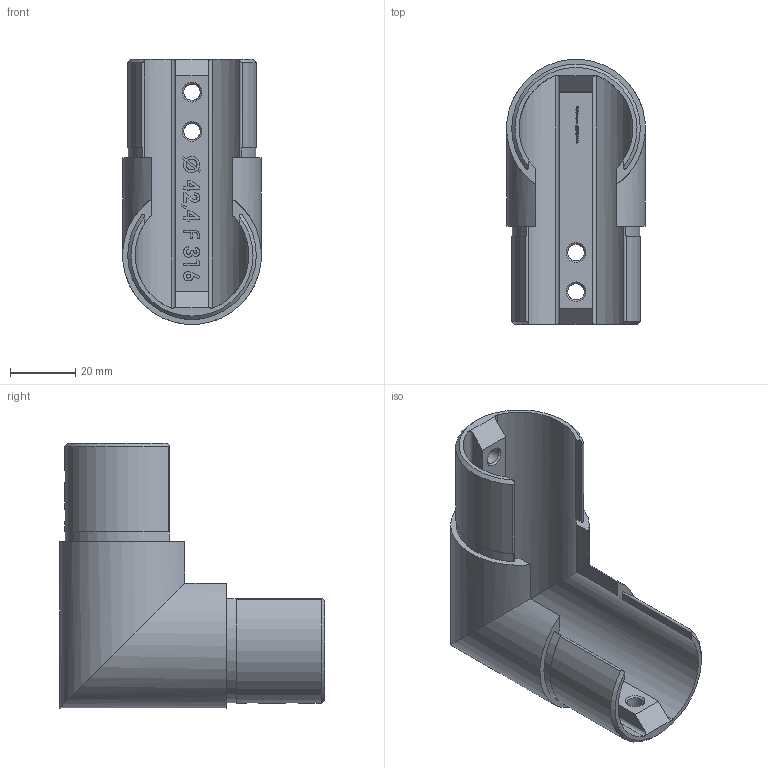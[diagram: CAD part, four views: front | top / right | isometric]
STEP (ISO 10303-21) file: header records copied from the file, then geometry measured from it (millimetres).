
FILE_DESCRIPTION (( 'STEP AP203' ), '1' );
FILE_NAME ('60320-V4A.step', '2019-10-22T07:51:42', ( '' ), ( '' ), 'SwSTEP 2.0', 'SolidWorks 2015', '' );
FILE_SCHEMA (( 'CONFIG_CONTROL_DESIGN' ));
Length unit declared in the file: millimetre
Products named in the file (2): 60320-V4A
Bounding box: 42.28 x 81 x 81 mm (x, y, z)
Volume: 43941.6 mm3; surface area: 25883.8 mm2
Topology: 1 solids, 1 shells, 397 faces, 1058 edges, 702 vertices
Faces by surface type: plane 229, bspline 140, cylinder 22, cone 6
Full cylindrical faces by diameter (mm): 5 x4
Entity records: 23462 total; most frequent: CARTESIAN_POINT 14437, ORIENTED_EDGE 2084, DIRECTION 1303, EDGE_CURVE 1042, VECTOR 705, LINE 705, VERTEX_POINT 698, EDGE_LOOP 456
